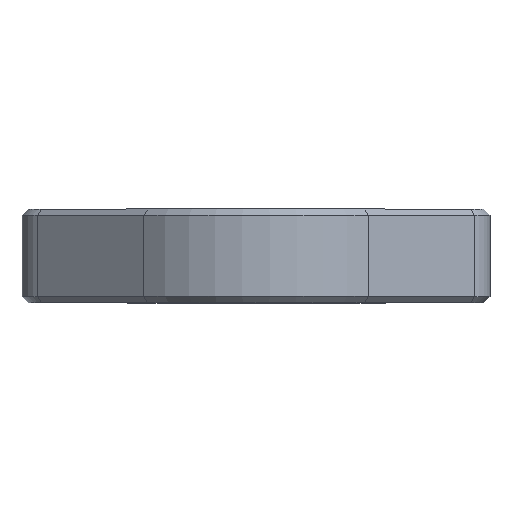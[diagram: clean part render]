
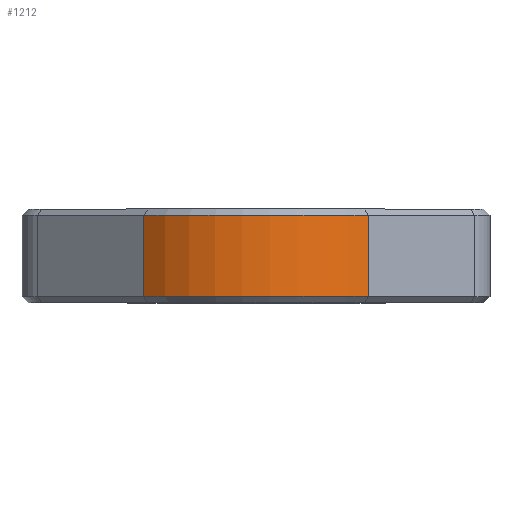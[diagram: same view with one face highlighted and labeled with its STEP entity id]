
A CAD part, top view. The second image highlights one B-rep face of the part: STEP entity #1212.
In plain terms, the highlighted cylindrical face has radius 26.5 mm (diameter 53 mm), a partial arc.
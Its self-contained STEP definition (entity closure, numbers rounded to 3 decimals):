
#182 = CONICAL_SURFACE('',#183,26.5,0.785);
#183 = AXIS2_PLACEMENT_3D('',#184,#185,#186);
#184 = CARTESIAN_POINT('',(0.,-14.,0.));
#185 = DIRECTION('',(0.,1.,0.));
#186 = DIRECTION('',(0.679,0.,0.734));
#544 = VERTEX_POINT('',#545);
#545 = CARTESIAN_POINT('',(-18.,-14.,19.449));
#602 = PLANE('',#603);
#603 = AXIS2_PLACEMENT_3D('',#604,#605,#606);
#604 = CARTESIAN_POINT('',(-18.,0.,19.449));
#605 = DIRECTION('',(0.651,0.,-0.759));
#606 = DIRECTION('',(-0.759,0.,-0.651));
#618 = VERTEX_POINT('',#619);
#619 = CARTESIAN_POINT('',(18.,-14.,19.449));
#641 = EDGE_CURVE('',#618,#544,#642,.T.);
#642 = SURFACE_CURVE('',#643,(#648,#655),.PCURVE_S1.);
#643 = CIRCLE('',#644,26.5);
#644 = AXIS2_PLACEMENT_3D('',#645,#646,#647);
#645 = CARTESIAN_POINT('',(0.,-14.,0.));
#646 = DIRECTION('',(0.,-1.,0.));
#647 = DIRECTION('',(0.679,0.,0.734));
#648 = PCURVE('',#182,#649);
#649 = DEFINITIONAL_REPRESENTATION('',(#650),#654);
#650 = LINE('',#651,#652);
#651 = CARTESIAN_POINT('',(-0.,0.));
#652 = VECTOR('',#653,1.);
#653 = DIRECTION('',(-1.,0.));
#654 = ( GEOMETRIC_REPRESENTATION_CONTEXT(2) 
PARAMETRIC_REPRESENTATION_CONTEXT() REPRESENTATION_CONTEXT('2D SPACE',''
  ) );
#655 = PCURVE('',#656,#661);
#656 = CYLINDRICAL_SURFACE('',#657,26.5);
#657 = AXIS2_PLACEMENT_3D('',#658,#659,#660);
#658 = CARTESIAN_POINT('',(0.,0.,0.));
#659 = DIRECTION('',(0.,1.,0.));
#660 = DIRECTION('',(1.,0.,0.));
#661 = DEFINITIONAL_REPRESENTATION('',(#662),#666);
#662 = LINE('',#663,#664);
#663 = CARTESIAN_POINT('',(-0.824,-14.));
#664 = VECTOR('',#665,1.);
#665 = DIRECTION('',(-1.,0.));
#666 = ( GEOMETRIC_REPRESENTATION_CONTEXT(2) 
PARAMETRIC_REPRESENTATION_CONTEXT() REPRESENTATION_CONTEXT('2D SPACE',''
  ) );
#763 = PLANE('',#764);
#764 = AXIS2_PLACEMENT_3D('',#765,#766,#767);
#765 = CARTESIAN_POINT('',(18.,0.,19.449));
#766 = DIRECTION('',(0.651,0.,0.759));
#767 = DIRECTION('',(0.759,0.,-0.651));
#1140 = EDGE_CURVE('',#1141,#544,#1143,.T.);
#1141 = VERTEX_POINT('',#1142);
#1142 = CARTESIAN_POINT('',(-18.,-1.,19.449));
#1143 = SURFACE_CURVE('',#1144,(#1148,#1155),.PCURVE_S1.);
#1144 = LINE('',#1145,#1146);
#1145 = CARTESIAN_POINT('',(-18.,0.,19.449));
#1146 = VECTOR('',#1147,1.);
#1147 = DIRECTION('',(0.,-1.,0.));
#1148 = PCURVE('',#602,#1149);
#1149 = DEFINITIONAL_REPRESENTATION('',(#1150),#1154);
#1150 = LINE('',#1151,#1152);
#1151 = CARTESIAN_POINT('',(-0.,0.));
#1152 = VECTOR('',#1153,1.);
#1153 = DIRECTION('',(0.,-1.));
#1154 = ( GEOMETRIC_REPRESENTATION_CONTEXT(2) 
PARAMETRIC_REPRESENTATION_CONTEXT() REPRESENTATION_CONTEXT('2D SPACE',''
  ) );
#1155 = PCURVE('',#656,#1156);
#1156 = DEFINITIONAL_REPRESENTATION('',(#1157),#1161);
#1157 = LINE('',#1158,#1159);
#1158 = CARTESIAN_POINT('',(-2.318,0.));
#1159 = VECTOR('',#1160,1.);
#1160 = DIRECTION('',(-0.,-1.));
#1161 = ( GEOMETRIC_REPRESENTATION_CONTEXT(2) 
PARAMETRIC_REPRESENTATION_CONTEXT() REPRESENTATION_CONTEXT('2D SPACE',''
  ) );
#1212 = ADVANCED_FACE('',(#1213),#656,.T.);
#1213 = FACE_BOUND('',#1214,.F.);
#1214 = EDGE_LOOP('',(#1215,#1238,#1239,#1240));
#1215 = ORIENTED_EDGE('',*,*,#1216,.T.);
#1216 = EDGE_CURVE('',#1217,#618,#1219,.T.);
#1217 = VERTEX_POINT('',#1218);
#1218 = CARTESIAN_POINT('',(18.,-1.,19.449));
#1219 = SURFACE_CURVE('',#1220,(#1224,#1231),.PCURVE_S1.);
#1220 = LINE('',#1221,#1222);
#1221 = CARTESIAN_POINT('',(18.,0.,19.449));
#1222 = VECTOR('',#1223,1.);
#1223 = DIRECTION('',(0.,-1.,0.));
#1224 = PCURVE('',#656,#1225);
#1225 = DEFINITIONAL_REPRESENTATION('',(#1226),#1230);
#1226 = LINE('',#1227,#1228);
#1227 = CARTESIAN_POINT('',(-0.824,0.));
#1228 = VECTOR('',#1229,1.);
#1229 = DIRECTION('',(-0.,-1.));
#1230 = ( GEOMETRIC_REPRESENTATION_CONTEXT(2) 
PARAMETRIC_REPRESENTATION_CONTEXT() REPRESENTATION_CONTEXT('2D SPACE',''
  ) );
#1231 = PCURVE('',#763,#1232);
#1232 = DEFINITIONAL_REPRESENTATION('',(#1233),#1237);
#1233 = LINE('',#1234,#1235);
#1234 = CARTESIAN_POINT('',(0.,0.));
#1235 = VECTOR('',#1236,1.);
#1236 = DIRECTION('',(0.,-1.));
#1237 = ( GEOMETRIC_REPRESENTATION_CONTEXT(2) 
PARAMETRIC_REPRESENTATION_CONTEXT() REPRESENTATION_CONTEXT('2D SPACE',''
  ) );
#1238 = ORIENTED_EDGE('',*,*,#641,.T.);
#1239 = ORIENTED_EDGE('',*,*,#1140,.F.);
#1240 = ORIENTED_EDGE('',*,*,#1241,.F.);
#1241 = EDGE_CURVE('',#1217,#1141,#1242,.T.);
#1242 = SURFACE_CURVE('',#1243,(#1248,#1255),.PCURVE_S1.);
#1243 = CIRCLE('',#1244,26.5);
#1244 = AXIS2_PLACEMENT_3D('',#1245,#1246,#1247);
#1245 = CARTESIAN_POINT('',(0.,-1.,0.));
#1246 = DIRECTION('',(0.,-1.,0.));
#1247 = DIRECTION('',(0.679,0.,0.734));
#1248 = PCURVE('',#656,#1249);
#1249 = DEFINITIONAL_REPRESENTATION('',(#1250),#1254);
#1250 = LINE('',#1251,#1252);
#1251 = CARTESIAN_POINT('',(-0.824,-1.));
#1252 = VECTOR('',#1253,1.);
#1253 = DIRECTION('',(-1.,0.));
#1254 = ( GEOMETRIC_REPRESENTATION_CONTEXT(2) 
PARAMETRIC_REPRESENTATION_CONTEXT() REPRESENTATION_CONTEXT('2D SPACE',''
  ) );
#1255 = PCURVE('',#1256,#1261);
#1256 = CONICAL_SURFACE('',#1257,26.5,0.785);
#1257 = AXIS2_PLACEMENT_3D('',#1258,#1259,#1260);
#1258 = CARTESIAN_POINT('',(0.,-1.,0.));
#1259 = DIRECTION('',(0.,-1.,0.));
#1260 = DIRECTION('',(0.679,0.,0.734));
#1261 = DEFINITIONAL_REPRESENTATION('',(#1262),#1266);
#1262 = LINE('',#1263,#1264);
#1263 = CARTESIAN_POINT('',(0.,0.));
#1264 = VECTOR('',#1265,1.);
#1265 = DIRECTION('',(1.,0.));
#1266 = ( GEOMETRIC_REPRESENTATION_CONTEXT(2) 
PARAMETRIC_REPRESENTATION_CONTEXT() REPRESENTATION_CONTEXT('2D SPACE',''
  ) );
